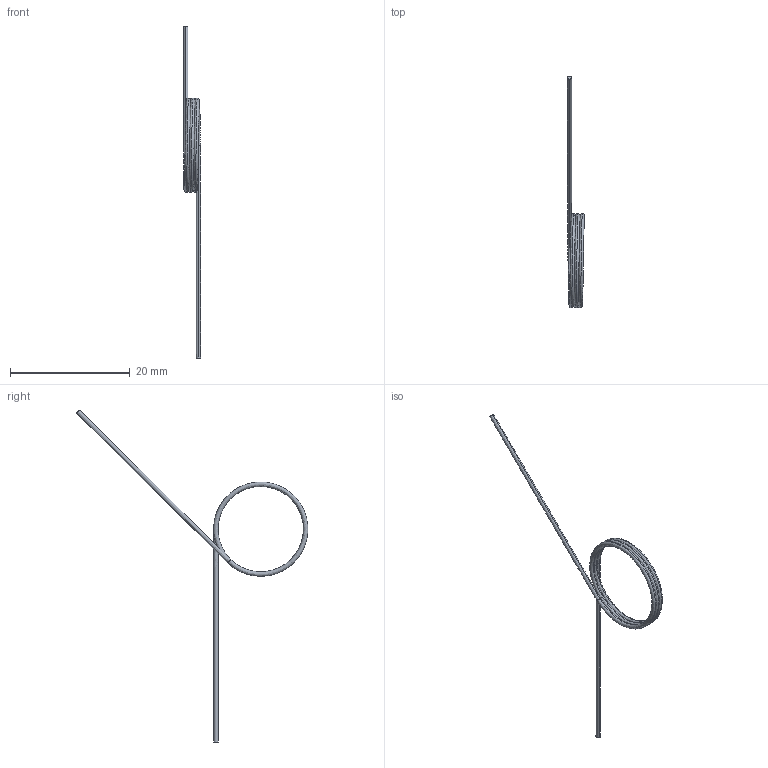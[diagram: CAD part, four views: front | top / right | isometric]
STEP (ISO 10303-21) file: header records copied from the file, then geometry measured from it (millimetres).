
FILE_DESCRIPTION((''),'2;1');
FILE_NAME('001_TORSION_SPRING','2022-04-08T21:22:37',('SYSTEM'),(''),'CREO PARAMETRIC BY PTC INC, 2020354','CREO PARAMETRIC BY PTC INC, 2020354','');
FILE_SCHEMA(('AUTOMOTIVE_DESIGN { 1 0 10303 214 1 1 1 1 }'));
Length unit declared in the file: inch
Products named in the file (1): 001_TORSION_SPRING
Bounding box: 2.85 x 38.7 x 55.47 mm (x, y, z)
Volume: 88.1 mm3; surface area: 478.4 mm2
Topology: 1 solids, 1 shells, 12 faces, 26 edges, 16 vertices
Faces by surface type: bspline 6, extrusion 4, plane 2
Entity records: 5256 total; most frequent: CARTESIAN_POINT 4946, ORIENTED_EDGE 52, B_SPLINE_CURVE_WITH_KNOTS 26, EDGE_CURVE 26, VERTEX_POINT 16, EDGE_LOOP 16, DIRECTION 12, FACE_OUTER_BOUND 12
